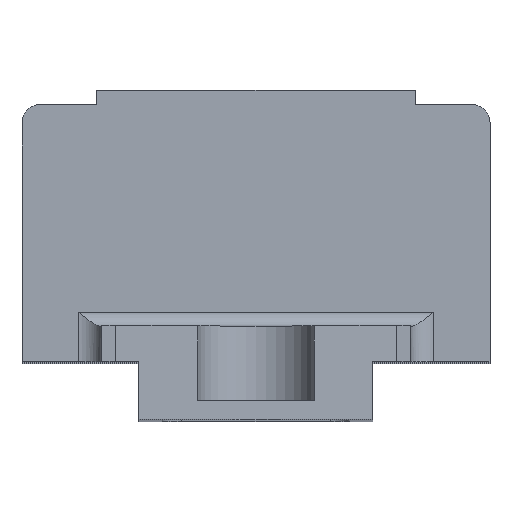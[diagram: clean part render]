
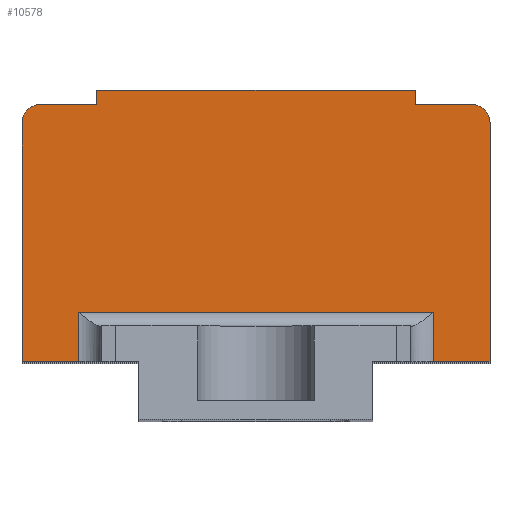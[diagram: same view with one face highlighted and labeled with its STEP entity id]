
A CAD part, top view. The second image highlights one B-rep face of the part: STEP entity #10578.
In plain terms, the highlighted planar face has unit normal (0, 0, 1).
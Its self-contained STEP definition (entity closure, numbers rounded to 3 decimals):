
#411=DIRECTION('',(0.,1.,0.));
#412=VECTOR('',#411,5.3);
#413=CARTESIAN_POINT('',(19.,6.2,133.1));
#414=LINE('',#413,#412);
#429=DIRECTION('',(0.,-1.,0.));
#430=VECTOR('',#429,25.5);
#431=CARTESIAN_POINT('',(25.,31.7,133.1));
#432=LINE('',#431,#430);
#433=DIRECTION('',(-1.,0.,0.));
#434=VECTOR('',#433,6.);
#435=CARTESIAN_POINT('',(25.,6.2,133.1));
#436=LINE('',#435,#434);
#437=DIRECTION('',(-1.,0.,0.));
#438=VECTOR('',#437,6.);
#439=CARTESIAN_POINT('',(-19.,6.2,133.1));
#440=LINE('',#439,#438);
#441=DIRECTION('',(0.,1.,0.));
#442=VECTOR('',#441,25.5);
#443=CARTESIAN_POINT('',(-25.,6.2,133.1));
#444=LINE('',#443,#442);
#445=DIRECTION('',(1.,0.,0.));
#446=VECTOR('',#445,6.);
#447=CARTESIAN_POINT('',(-23.,33.7,133.1));
#448=LINE('',#447,#446);
#449=DIRECTION('',(0.,1.,0.));
#450=VECTOR('',#449,1.5);
#451=CARTESIAN_POINT('',(-17.,33.7,133.1));
#452=LINE('',#451,#450);
#453=DIRECTION('',(1.,0.,0.));
#454=VECTOR('',#453,34.);
#455=CARTESIAN_POINT('',(-17.,35.2,133.1));
#456=LINE('',#455,#454);
#457=DIRECTION('',(0.,-1.,0.));
#458=VECTOR('',#457,1.5);
#459=CARTESIAN_POINT('',(17.,35.2,133.1));
#460=LINE('',#459,#458);
#461=DIRECTION('',(1.,0.,0.));
#462=VECTOR('',#461,6.);
#463=CARTESIAN_POINT('',(17.,33.7,133.1));
#464=LINE('',#463,#462);
#469=CARTESIAN_POINT('',(23.,31.7,133.1));
#470=DIRECTION('',(0.,0.,1.));
#471=DIRECTION('',(1.,0.,0.));
#472=AXIS2_PLACEMENT_3D('',#469,#470,#471);
#7955=CARTESIAN_POINT('',(-23.,31.7,133.1));
#7956=DIRECTION('',(0.,0.,1.));
#7957=DIRECTION('',(0.,1.,0.));
#7958=AXIS2_PLACEMENT_3D('',#7955,#7956,#7957);
#8089=DIRECTION('',(0.,1.,0.));
#8090=VECTOR('',#8089,5.3);
#8091=CARTESIAN_POINT('',(-19.,6.2,133.1));
#8092=LINE('',#8091,#8090);
#8128=DIRECTION('',(1.,0.,0.));
#8129=VECTOR('',#8128,38.);
#8130=CARTESIAN_POINT('',(-19.,11.5,133.1));
#8131=LINE('',#8130,#8129);
#8361=CARTESIAN_POINT('',(-17.,35.2,133.1));
#8362=CARTESIAN_POINT('',(17.,35.2,133.1));
#8363=VERTEX_POINT('',#8361);
#8364=VERTEX_POINT('',#8362);
#8369=CARTESIAN_POINT('',(25.,6.2,133.1));
#8371=VERTEX_POINT('',#8369);
#8373=CARTESIAN_POINT('',(-25.,6.2,133.1));
#8375=VERTEX_POINT('',#8373);
#8573=CARTESIAN_POINT('',(19.,6.2,133.1));
#8574=VERTEX_POINT('',#8573);
#8579=CARTESIAN_POINT('',(-19.,6.2,133.1));
#8580=VERTEX_POINT('',#8579);
#8585=CARTESIAN_POINT('',(-19.,11.5,133.1));
#8586=CARTESIAN_POINT('',(19.,11.5,133.1));
#8587=VERTEX_POINT('',#8585);
#8588=VERTEX_POINT('',#8586);
#8673=CARTESIAN_POINT('',(-17.,33.7,133.1));
#8674=VERTEX_POINT('',#8673);
#8675=CARTESIAN_POINT('',(17.,33.7,133.1));
#8676=VERTEX_POINT('',#8675);
#8682=CARTESIAN_POINT('',(25.,31.7,133.1));
#8684=VERTEX_POINT('',#8682);
#8685=CARTESIAN_POINT('',(23.,33.7,133.1));
#8686=VERTEX_POINT('',#8685);
#8690=CARTESIAN_POINT('',(-23.,33.7,133.1));
#8692=VERTEX_POINT('',#8690);
#8693=CARTESIAN_POINT('',(-25.,31.7,133.1));
#8694=VERTEX_POINT('',#8693);
#10544=CARTESIAN_POINT('',(0.,0.,133.1));
#10545=DIRECTION('',(0.,0.,-1.));
#10546=DIRECTION('',(-1.,0.,0.));
#10547=AXIS2_PLACEMENT_3D('',#10544,#10545,#10546);
#10548=PLANE('',#10547);
#10550=ORIENTED_EDGE('',*,*,#10549,.F.);
#10552=ORIENTED_EDGE('',*,*,#10551,.T.);
#10554=ORIENTED_EDGE('',*,*,#10553,.T.);
#10555=ORIENTED_EDGE('',*,*,#10533,.T.);
#10557=ORIENTED_EDGE('',*,*,#10556,.F.);
#10559=ORIENTED_EDGE('',*,*,#10558,.F.);
#10561=ORIENTED_EDGE('',*,*,#10560,.T.);
#10563=ORIENTED_EDGE('',*,*,#10562,.T.);
#10565=ORIENTED_EDGE('',*,*,#10564,.F.);
#10567=ORIENTED_EDGE('',*,*,#10566,.T.);
#10569=ORIENTED_EDGE('',*,*,#10568,.T.);
#10571=ORIENTED_EDGE('',*,*,#10570,.T.);
#10573=ORIENTED_EDGE('',*,*,#10572,.T.);
#10575=ORIENTED_EDGE('',*,*,#10574,.T.);
#10576=EDGE_LOOP('',(#10550,#10552,#10554,#10555,#10557,#10559,#10561,#10563,
#10565,#10567,#10569,#10571,#10573,#10575));
#10577=FACE_OUTER_BOUND('',#10576,.F.);
#10578=ADVANCED_FACE('',(#10577),#10548,.F.);
#473=CIRCLE('',#472,2.);
#7959=CIRCLE('',#7958,2.);
#10533=EDGE_CURVE('',#8574,#8588,#414,.T.);
#10549=EDGE_CURVE('',#8684,#8686,#473,.T.);
#10551=EDGE_CURVE('',#8684,#8371,#432,.T.);
#10553=EDGE_CURVE('',#8371,#8574,#436,.T.);
#10556=EDGE_CURVE('',#8587,#8588,#8131,.T.);
#10558=EDGE_CURVE('',#8580,#8587,#8092,.T.);
#10560=EDGE_CURVE('',#8580,#8375,#440,.T.);
#10562=EDGE_CURVE('',#8375,#8694,#444,.T.);
#10564=EDGE_CURVE('',#8692,#8694,#7959,.T.);
#10566=EDGE_CURVE('',#8692,#8674,#448,.T.);
#10568=EDGE_CURVE('',#8674,#8363,#452,.T.);
#10570=EDGE_CURVE('',#8363,#8364,#456,.T.);
#10572=EDGE_CURVE('',#8364,#8676,#460,.T.);
#10574=EDGE_CURVE('',#8676,#8686,#464,.T.);
